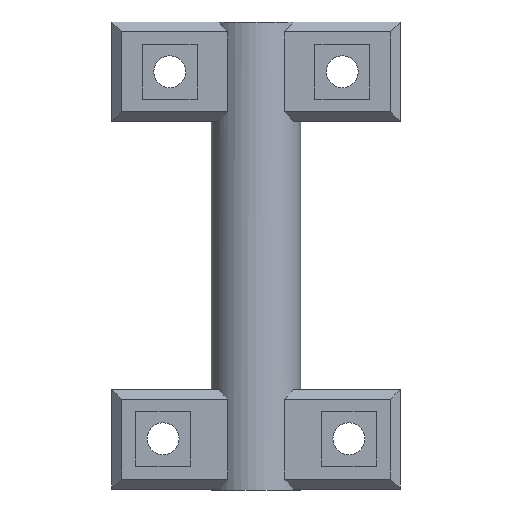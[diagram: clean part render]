
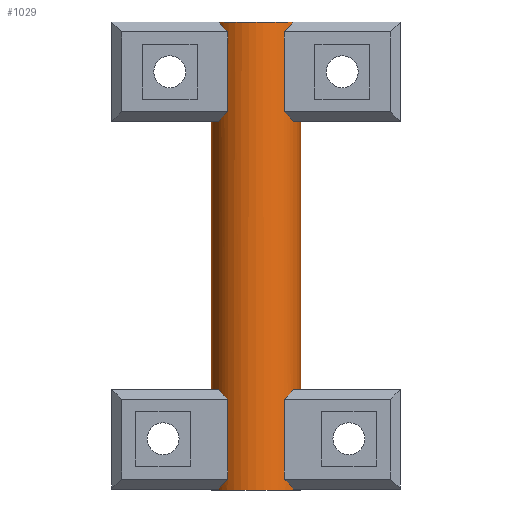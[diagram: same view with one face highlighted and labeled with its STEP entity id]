
A CAD part, front view. The second image highlights one B-rep face of the part: STEP entity #1029.
In plain terms, the highlighted cylindrical face has radius 4.5 mm (diameter 9 mm), a partial arc.
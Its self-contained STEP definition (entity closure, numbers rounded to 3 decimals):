
#19=CYLINDRICAL_SURFACE('',#1119,4.5);
#21=CIRCLE('',#1060,4.5);
#22=CIRCLE('',#1074,4.5);
#23=CIRCLE('',#1083,4.5);
#24=CIRCLE('',#1086,4.5);
#33=CIRCLE('',#1120,4.5);
#34=CIRCLE('',#1121,4.5);
#35=CIRCLE('',#1122,4.5);
#36=CIRCLE('',#1123,4.5);
#97=FACE_OUTER_BOUND('',#161,.T.);
#161=EDGE_LOOP('',(#853,#854,#855,#856,#857,#858,#859,#860,#861,#862,#863,
#864,#865,#866,#867,#868,#869,#870,#871,#872,#873,#874,#875,#876));
#175=ELLIPSE('',#1054,6.364,4.5);
#176=ELLIPSE('',#1058,6.364,4.5);
#177=ELLIPSE('',#1062,6.364,4.5);
#178=ELLIPSE('',#1066,6.364,4.5);
#179=ELLIPSE('',#1068,6.364,4.5);
#180=ELLIPSE('',#1072,6.364,4.5);
#181=ELLIPSE('',#1076,6.364,4.5);
#182=ELLIPSE('',#1080,6.364,4.5);
#188=LINE('',#1432,#304);
#204=LINE('',#1472,#320);
#216=LINE('',#1500,#332);
#232=LINE('',#1540,#348);
#283=LINE('',#1669,#399);
#284=LINE('',#1671,#400);
#285=LINE('',#1675,#401);
#286=LINE('',#1678,#402);
#304=VECTOR('',#1148,10.);
#320=VECTOR('',#1182,10.);
#332=VECTOR('',#1204,10.);
#348=VECTOR('',#1238,10.);
#399=VECTOR('',#1373,10.);
#400=VECTOR('',#1376,10.);
#401=VECTOR('',#1379,10.);
#402=VECTOR('',#1382,10.);
#417=VERTEX_POINT('',#1422);
#418=VERTEX_POINT('',#1424);
#420=VERTEX_POINT('',#1430);
#426=VERTEX_POINT('',#1446);
#428=VERTEX_POINT('',#1452);
#431=VERTEX_POINT('',#1459);
#432=VERTEX_POINT('',#1461);
#435=VERTEX_POINT('',#1471);
#440=VERTEX_POINT('',#1483);
#443=VERTEX_POINT('',#1490);
#444=VERTEX_POINT('',#1492);
#446=VERTEX_POINT('',#1498);
#452=VERTEX_POINT('',#1514);
#454=VERTEX_POINT('',#1520);
#457=VERTEX_POINT('',#1527);
#458=VERTEX_POINT('',#1529);
#461=VERTEX_POINT('',#1539);
#466=VERTEX_POINT('',#1551);
#469=VERTEX_POINT('',#1561);
#472=VERTEX_POINT('',#1571);
#497=VERTEX_POINT('',#1667);
#498=VERTEX_POINT('',#1672);
#499=VERTEX_POINT('',#1674);
#500=VERTEX_POINT('',#1676);
#509=EDGE_CURVE('',#417,#418,#175,.F.);
#513=EDGE_CURVE('',#417,#420,#188,.T.);
#521=EDGE_CURVE('',#426,#420,#176,.F.);
#524=EDGE_CURVE('',#426,#428,#21,.T.);
#527=EDGE_CURVE('',#431,#432,#177,.F.);
#532=EDGE_CURVE('',#435,#432,#204,.T.);
#538=EDGE_CURVE('',#435,#440,#178,.F.);
#542=EDGE_CURVE('',#443,#444,#179,.F.);
#546=EDGE_CURVE('',#443,#446,#216,.T.);
#554=EDGE_CURVE('',#452,#446,#180,.F.);
#557=EDGE_CURVE('',#452,#454,#22,.T.);
#560=EDGE_CURVE('',#457,#458,#181,.F.);
#565=EDGE_CURVE('',#461,#458,#232,.T.);
#571=EDGE_CURVE('',#461,#466,#182,.F.);
#576=EDGE_CURVE('',#469,#466,#23,.T.);
#581=EDGE_CURVE('',#472,#440,#24,.T.);
#627=EDGE_CURVE('',#497,#418,#33,.T.);
#628=EDGE_CURVE('',#472,#428,#283,.T.);
#629=EDGE_CURVE('',#444,#431,#34,.T.);
#630=EDGE_CURVE('',#469,#454,#284,.T.);
#631=EDGE_CURVE('',#457,#498,#35,.T.);
#632=EDGE_CURVE('',#499,#498,#285,.T.);
#633=EDGE_CURVE('',#500,#499,#36,.T.);
#634=EDGE_CURVE('',#497,#500,#286,.T.);
#853=ORIENTED_EDGE('',*,*,#627,.T.);
#854=ORIENTED_EDGE('',*,*,#509,.F.);
#855=ORIENTED_EDGE('',*,*,#513,.T.);
#856=ORIENTED_EDGE('',*,*,#521,.F.);
#857=ORIENTED_EDGE('',*,*,#524,.T.);
#858=ORIENTED_EDGE('',*,*,#628,.F.);
#859=ORIENTED_EDGE('',*,*,#581,.T.);
#860=ORIENTED_EDGE('',*,*,#538,.F.);
#861=ORIENTED_EDGE('',*,*,#532,.T.);
#862=ORIENTED_EDGE('',*,*,#527,.F.);
#863=ORIENTED_EDGE('',*,*,#629,.F.);
#864=ORIENTED_EDGE('',*,*,#542,.F.);
#865=ORIENTED_EDGE('',*,*,#546,.T.);
#866=ORIENTED_EDGE('',*,*,#554,.F.);
#867=ORIENTED_EDGE('',*,*,#557,.T.);
#868=ORIENTED_EDGE('',*,*,#630,.F.);
#869=ORIENTED_EDGE('',*,*,#576,.T.);
#870=ORIENTED_EDGE('',*,*,#571,.F.);
#871=ORIENTED_EDGE('',*,*,#565,.T.);
#872=ORIENTED_EDGE('',*,*,#560,.F.);
#873=ORIENTED_EDGE('',*,*,#631,.T.);
#874=ORIENTED_EDGE('',*,*,#632,.F.);
#875=ORIENTED_EDGE('',*,*,#633,.F.);
#876=ORIENTED_EDGE('',*,*,#634,.F.);
#1029=ADVANCED_FACE('',(#97),#19,.T.);
#1054=AXIS2_PLACEMENT_3D('',#1425,#1141,#1142);
#1058=AXIS2_PLACEMENT_3D('',#1448,#1160,#1161);
#1060=AXIS2_PLACEMENT_3D('',#1454,#1166,#1167);
#1062=AXIS2_PLACEMENT_3D('',#1462,#1172,#1173);
#1066=AXIS2_PLACEMENT_3D('',#1484,#1190,#1191);
#1068=AXIS2_PLACEMENT_3D('',#1493,#1197,#1198);
#1072=AXIS2_PLACEMENT_3D('',#1516,#1216,#1217);
#1074=AXIS2_PLACEMENT_3D('',#1522,#1222,#1223);
#1076=AXIS2_PLACEMENT_3D('',#1530,#1228,#1229);
#1080=AXIS2_PLACEMENT_3D('',#1552,#1246,#1247);
#1083=AXIS2_PLACEMENT_3D('',#1562,#1256,#1257);
#1086=AXIS2_PLACEMENT_3D('',#1572,#1266,#1267);
#1119=AXIS2_PLACEMENT_3D('',#1666,#1369,#1370);
#1120=AXIS2_PLACEMENT_3D('',#1668,#1371,#1372);
#1121=AXIS2_PLACEMENT_3D('',#1670,#1374,#1375);
#1122=AXIS2_PLACEMENT_3D('',#1673,#1377,#1378);
#1123=AXIS2_PLACEMENT_3D('',#1677,#1380,#1381);
#1141=DIRECTION('center_axis',(0.,-0.707,-0.707));
#1142=DIRECTION('ref_axis',(0.,0.707,-0.707));
#1148=DIRECTION('',(0.,0.,1.));
#1160=DIRECTION('center_axis',(0.,-0.707,0.707));
#1161=DIRECTION('ref_axis',(0.,0.707,0.707));
#1166=DIRECTION('center_axis',(0.,0.,1.));
#1167=DIRECTION('ref_axis',(1.,0.,0.));
#1172=DIRECTION('center_axis',(0.,-0.707,0.707));
#1173=DIRECTION('ref_axis',(0.,0.707,0.707));
#1182=DIRECTION('',(0.,0.,1.));
#1190=DIRECTION('center_axis',(0.,-0.707,-0.707));
#1191=DIRECTION('ref_axis',(0.,0.707,-0.707));
#1197=DIRECTION('center_axis',(0.,-0.707,0.707));
#1198=DIRECTION('ref_axis',(0.,0.707,0.707));
#1204=DIRECTION('',(0.,0.,-1.));
#1216=DIRECTION('center_axis',(0.,-0.707,-0.707));
#1217=DIRECTION('ref_axis',(0.,0.707,-0.707));
#1222=DIRECTION('center_axis',(0.,0.,-1.));
#1223=DIRECTION('ref_axis',(1.,0.,0.));
#1228=DIRECTION('center_axis',(0.,-0.707,-0.707));
#1229=DIRECTION('ref_axis',(0.,0.707,-0.707));
#1238=DIRECTION('',(0.,0.,-1.));
#1246=DIRECTION('center_axis',(0.,-0.707,0.707));
#1247=DIRECTION('ref_axis',(0.,0.707,0.707));
#1256=DIRECTION('center_axis',(0.,0.,1.));
#1257=DIRECTION('ref_axis',(1.,0.,0.));
#1266=DIRECTION('center_axis',(0.,0.,-1.));
#1267=DIRECTION('ref_axis',(1.,0.,0.));
#1369=DIRECTION('center_axis',(0.,0.,1.));
#1370=DIRECTION('ref_axis',(1.,0.,0.));
#1371=DIRECTION('center_axis',(0.,0.,-1.));
#1372=DIRECTION('ref_axis',(1.,0.,0.));
#1373=DIRECTION('',(0.,0.,-1.));
#1374=DIRECTION('center_axis',(0.,0.,1.));
#1375=DIRECTION('ref_axis',(1.,0.,0.));
#1376=DIRECTION('',(0.,0.,1.));
#1377=DIRECTION('center_axis',(0.,0.,-1.));
#1378=DIRECTION('ref_axis',(1.,0.,0.));
#1379=DIRECTION('',(0.,0.,1.));
#1380=DIRECTION('center_axis',(0.,0.,-1.));
#1381=DIRECTION('ref_axis',(1.,0.,0.));
#1382=DIRECTION('',(0.,0.,-1.));
#1422=CARTESIAN_POINT('',(2.828,-5.5,-22.401));
#1424=CARTESIAN_POINT('',(3.742,-4.5,-23.401));
#1425=CARTESIAN_POINT('Origin',(0.,-2.,-25.901));
#1430=CARTESIAN_POINT('',(2.828,-5.5,-14.401));
#1432=CARTESIAN_POINT('',(2.828,-5.5,0.));
#1446=CARTESIAN_POINT('',(3.742,-4.5,-13.401));
#1448=CARTESIAN_POINT('Origin',(0.,-2.,-10.901));
#1452=CARTESIAN_POINT('',(4.5,-2.,-13.401));
#1454=CARTESIAN_POINT('Origin',(0.,-2.,-13.401));
#1459=CARTESIAN_POINT('',(3.742,-4.5,23.5));
#1461=CARTESIAN_POINT('',(2.828,-5.5,22.5));
#1462=CARTESIAN_POINT('Origin',(0.,-2.,26.));
#1471=CARTESIAN_POINT('',(2.828,-5.5,14.5));
#1472=CARTESIAN_POINT('',(2.828,-5.5,0.));
#1483=CARTESIAN_POINT('',(3.742,-4.5,13.5));
#1484=CARTESIAN_POINT('Origin',(0.,-2.,11.));
#1490=CARTESIAN_POINT('',(-2.828,-5.5,22.5));
#1492=CARTESIAN_POINT('',(-3.742,-4.5,23.5));
#1493=CARTESIAN_POINT('Origin',(0.,-2.,26.));
#1498=CARTESIAN_POINT('',(-2.828,-5.5,14.5));
#1500=CARTESIAN_POINT('',(-2.828,-5.5,0.));
#1514=CARTESIAN_POINT('',(-3.742,-4.5,13.5));
#1516=CARTESIAN_POINT('Origin',(0.,-2.,11.));
#1520=CARTESIAN_POINT('',(-4.5,-2.,13.5));
#1522=CARTESIAN_POINT('Origin',(0.,-2.,13.5));
#1527=CARTESIAN_POINT('',(-3.742,-4.5,-23.401));
#1529=CARTESIAN_POINT('',(-2.828,-5.5,-22.401));
#1530=CARTESIAN_POINT('Origin',(0.,-2.,-25.901));
#1539=CARTESIAN_POINT('',(-2.828,-5.5,-14.401));
#1540=CARTESIAN_POINT('',(-2.828,-5.5,0.));
#1551=CARTESIAN_POINT('',(-3.742,-4.5,-13.401));
#1552=CARTESIAN_POINT('Origin',(0.,-2.,-10.901));
#1561=CARTESIAN_POINT('',(-4.5,-2.,-13.401));
#1562=CARTESIAN_POINT('Origin',(0.,-2.,-13.401));
#1571=CARTESIAN_POINT('',(4.5,-2.,13.5));
#1572=CARTESIAN_POINT('Origin',(0.,-2.,13.5));
#1666=CARTESIAN_POINT('Origin',(0.,-2.,0.));
#1667=CARTESIAN_POINT('',(4.5,-2.,-23.401));
#1668=CARTESIAN_POINT('Origin',(0.,-2.,-23.401));
#1669=CARTESIAN_POINT('',(4.5,-2.,0.));
#1670=CARTESIAN_POINT('Origin',(0.,-2.,23.5));
#1671=CARTESIAN_POINT('',(-4.5,-2.,0.));
#1672=CARTESIAN_POINT('',(-4.5,-2.,-23.401));
#1673=CARTESIAN_POINT('Origin',(0.,-2.,-23.401));
#1674=CARTESIAN_POINT('',(-4.5,-2.,-23.5));
#1675=CARTESIAN_POINT('',(-4.5,-2.,0.));
#1676=CARTESIAN_POINT('',(4.5,-2.,-23.5));
#1677=CARTESIAN_POINT('Origin',(0.,-2.,-23.5));
#1678=CARTESIAN_POINT('',(4.5,-2.,0.));
